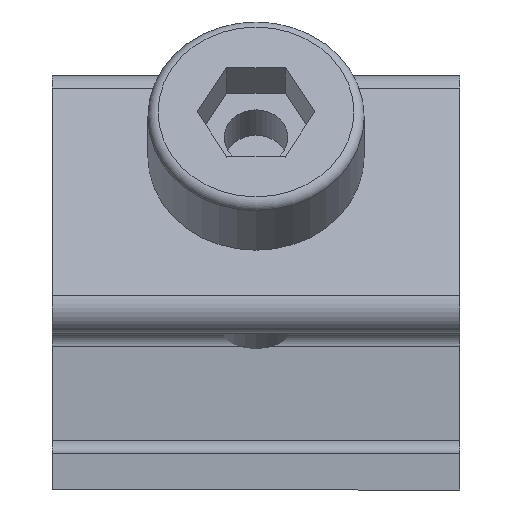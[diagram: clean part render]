
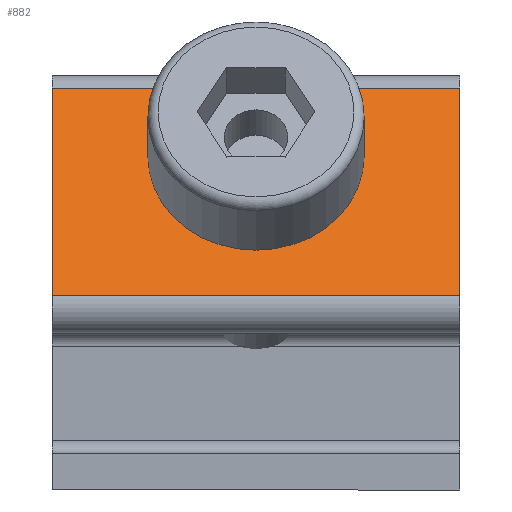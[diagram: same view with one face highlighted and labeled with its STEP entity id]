
A CAD part, front view. The second image highlights one B-rep face of the part: STEP entity #882.
In plain terms, the highlighted face is planar.
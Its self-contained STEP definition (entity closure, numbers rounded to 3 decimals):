
#24=FACE_BOUND('',#149,.T.);
#49=CIRCLE('',#942,2.5);
#98=FACE_OUTER_BOUND('',#148,.T.);
#148=EDGE_LOOP('',(#632,#633,#634,#635));
#149=EDGE_LOOP('',(#636));
#217=LINE('',#1371,#305);
#218=LINE('',#1373,#306);
#219=LINE('',#1375,#307);
#220=LINE('',#1376,#308);
#305=VECTOR('',#1079,1.);
#306=VECTOR('',#1080,1.);
#307=VECTOR('',#1081,1.);
#308=VECTOR('',#1082,1.);
#393=VERTEX_POINT('',#1365);
#394=VERTEX_POINT('',#1369);
#395=VERTEX_POINT('',#1370);
#396=VERTEX_POINT('',#1372);
#397=VERTEX_POINT('',#1374);
#485=EDGE_CURVE('',#393,#393,#49,.T.);
#487=EDGE_CURVE('',#394,#395,#217,.T.);
#488=EDGE_CURVE('',#394,#396,#218,.T.);
#489=EDGE_CURVE('',#397,#396,#219,.T.);
#490=EDGE_CURVE('',#395,#397,#220,.T.);
#632=ORIENTED_EDGE('',*,*,#487,.F.);
#633=ORIENTED_EDGE('',*,*,#488,.T.);
#634=ORIENTED_EDGE('',*,*,#489,.F.);
#635=ORIENTED_EDGE('',*,*,#490,.F.);
#636=ORIENTED_EDGE('',*,*,#485,.F.);
#847=PLANE('',#943);
#882=ADVANCED_FACE('',(#98,#24),#847,.T.);
#942=AXIS2_PLACEMENT_3D('',#1366,#1074,#1075);
#943=AXIS2_PLACEMENT_3D('',#1368,#1077,#1078);
#1074=DIRECTION('center_axis',(-0.5,-0.866,0.));
#1075=DIRECTION('ref_axis',(-0.866,0.5,0.));
#1077=DIRECTION('center_axis',(-0.5,-0.866,0.));
#1078=DIRECTION('ref_axis',(-0.866,0.5,0.));
#1079=DIRECTION('',(0.866,-0.5,0.));
#1080=DIRECTION('',(0.,0.,-1.));
#1081=DIRECTION('',(-0.866,0.5,0.));
#1082=DIRECTION('',(0.,0.,-1.));
#1365=CARTESIAN_POINT('',(-3.537,-11.29,0.));
#1366=CARTESIAN_POINT('Origin',(-5.702,-10.04,0.));
#1368=CARTESIAN_POINT('Origin',(-1.5,-12.466,8.));
#1369=CARTESIAN_POINT('',(-9.641,-7.766,8.));
#1370=CARTESIAN_POINT('',(-1.5,-12.466,8.));
#1371=CARTESIAN_POINT('',(-9.641,-7.766,8.));
#1372=CARTESIAN_POINT('',(-9.641,-7.766,-8.));
#1373=CARTESIAN_POINT('',(-9.641,-7.766,8.));
#1374=CARTESIAN_POINT('',(-1.5,-12.466,-8.));
#1375=CARTESIAN_POINT('',(-9.641,-7.766,-8.));
#1376=CARTESIAN_POINT('',(-1.5,-12.466,8.));
